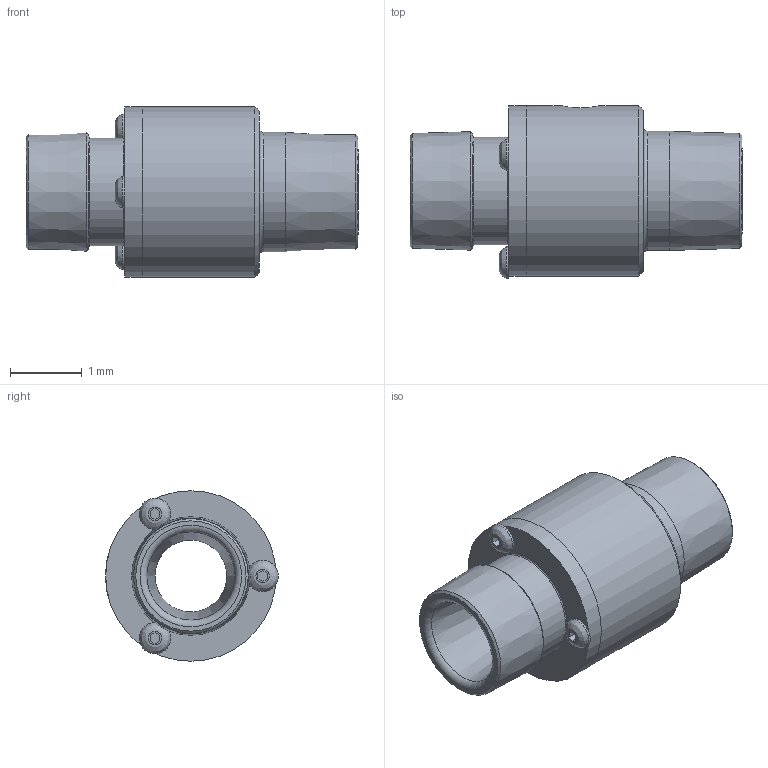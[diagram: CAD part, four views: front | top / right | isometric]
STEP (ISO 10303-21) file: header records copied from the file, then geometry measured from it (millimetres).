
FILE_DESCRIPTION((''),'2;1');
FILE_NAME('140125-3D.stp','2008-11-04T15:45:51',('andrew steele'),(''),'Autodesk Inventor 2009','Autodesk Inventor 2009','');
FILE_SCHEMA(('AUTOMOTIVE_DESIGN { 1 0 10303 214 1 1 1 1 }'));
Length unit declared in the file: millimetre
Products named in the file (6): 140125-3D; 140125-3D1; 140125-3D2; 140125-3D3; 140125-3D4; 140125-3D5
Assembly tree (5 placements, depth 2):
  140125-3D
    140125-3D1
    140125-3D2
    140125-3D3
    140125-3D4
    140125-3D5
Bounding box: 4.62 x 2.41 x 2.38 mm (x, y, z)
Volume: 9.9 mm3; surface area: 63.8 mm2
Topology: 5 solids, 5 shells, 86 faces, 178 edges, 112 vertices
Faces by surface type: bspline 45, cylinder 15, cone 14, plane 10, torus 2
Full cylindrical faces by diameter (mm): 0.25 x3, 0.28 x3, 0.438 x1, 1 x2, 1.5 x1, 1.65 x2, 1.66 x1, 2.375 x2
Entity records: 2577 total; most frequent: CARTESIAN_POINT 904, DIRECTION 286, ORIENTED_EDGE 248, EDGE_LOOP 154, EDGE_CURVE 124, AXIS2_PLACEMENT_3D 116, VERTEX_POINT 104, FACE_OUTER_BOUND 86
